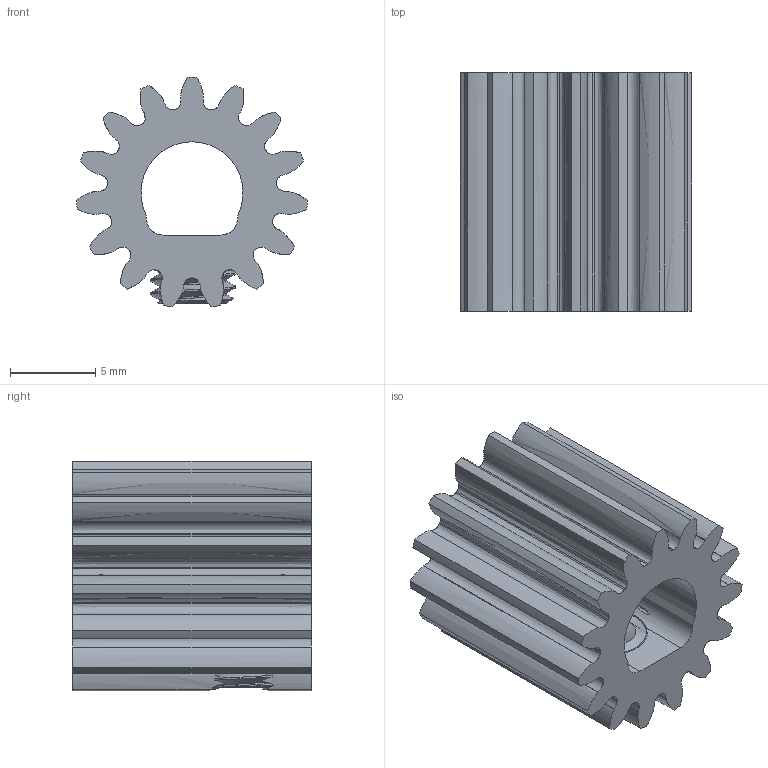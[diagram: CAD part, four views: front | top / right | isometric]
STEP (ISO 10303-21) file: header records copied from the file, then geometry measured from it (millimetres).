
FILE_DESCRIPTION( ( '' ), ' ' );
FILE_NAME( '5b2d19613271271017bfa50e.step', '2018-06-22T15:44:33', ( '' ), ( '' ), ' ', ' ', ' ' );
FILE_SCHEMA( ( 'AUTOMOTIVE_DESIGN { 1 0 10303 214 1 1 1 1 }' ) );
Length unit declared in the file: metre
Products named in the file (3): Assem1; 2301-0006-0015 without hardware; 2806-0005-0004
Assembly tree (2 placements, depth 2):
  Assem1
    2301-0006-0015 without hardware
    2806-0005-0004
Bounding box: 13.57 x 14 x 13.5 mm (x, y, z)
Volume: 1154 mm3; surface area: 1605.7 mm2
Topology: 2 solids, 2 shells, 214 faces, 619 edges, 407 vertices
Faces by surface type: extrusion 68, cylinder 62, plane 51, bspline 23, cone 10
Entity records: 11642 total; most frequent: CARTESIAN_POINT 4933, ORIENTED_EDGE 1224, DIRECTION 717, EDGE_CURVE 612, VERTEX_POINT 405, B_SPLINE_CURVE_WITH_KNOTS 324, VECTOR 291, LINE 223
